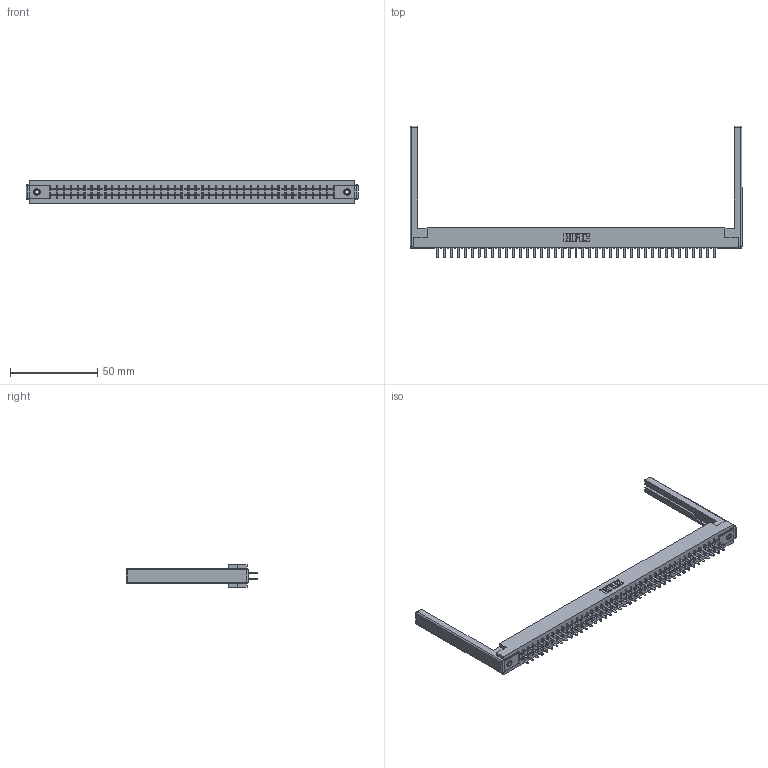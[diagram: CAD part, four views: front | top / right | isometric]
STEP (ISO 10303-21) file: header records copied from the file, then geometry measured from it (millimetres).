
FILE_DESCRIPTION (( 'STEP AP203' ), '1' );
FILE_NAME ('315-082-520-268.STEP', '2019-09-10T23:30:26', ( '' ), ( '' ), 'SwSTEP 2.0', 'SolidWorks 2016', '' );
FILE_SCHEMA (( 'CONFIG_CONTROL_DESIGN' ));
Length unit declared in the file: inch
Products named in the file (5): 305-290-001_520; 315-082-520-268; 345-250-001_345-250-001-102; 307-220-068; 305 Part_.156 Dia
Assembly tree (87 placements, depth 2):
  315-082-520-268
    305 Part_.156 Dia
    305-290-001_520  x82
    345-250-001_345-250-001-102  x2
    307-220-068  x2
Bounding box: 189.89 x 75.39 x 12.7 mm (x, y, z)
Volume: 24188.2 mm3; surface area: 29195.3 mm2
Topology: 87 solids, 87 shells, 4042 faces, 11489 edges, 7418 vertices
Faces by surface type: plane 2370, cylinder 1484, sphere 172, cone 12, torus 4
Entity records: 47153 total; most frequent: CARTESIAN_POINT 7774, ORIENTED_EDGE 7708, DIRECTION 7540, EDGE_CURVE 3854, VECTOR 3108, LINE 3108, VERTEX_POINT 2450, AXIS2_PLACEMENT_3D 2216
